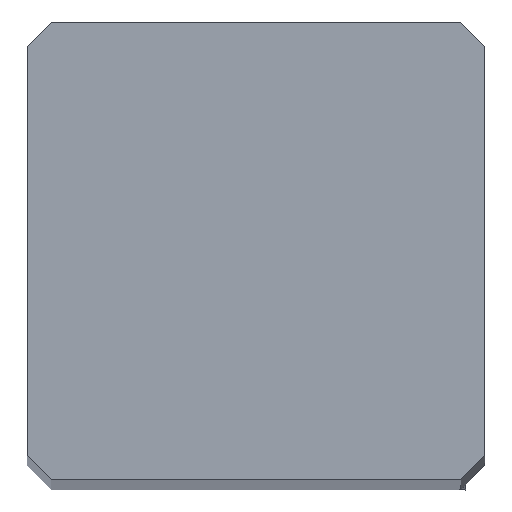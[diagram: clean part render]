
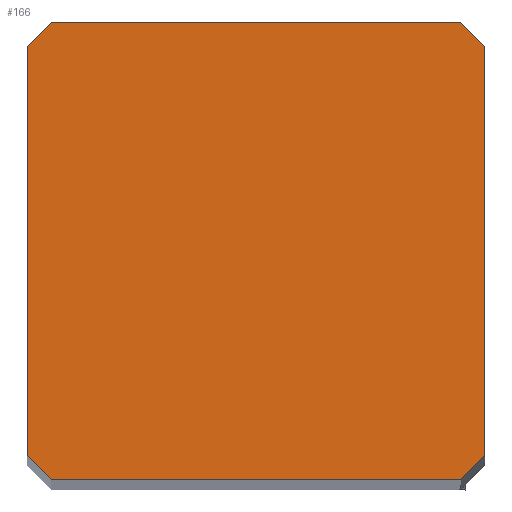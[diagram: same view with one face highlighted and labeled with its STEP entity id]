
A CAD part, top view. The second image highlights one B-rep face of the part: STEP entity #166.
In plain terms, the highlighted planar face has unit normal (0, 0, 1).
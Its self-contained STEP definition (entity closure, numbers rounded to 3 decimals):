
#105=FACE_OUTER_BOUND('',#254,.T.);
#166=ADVANCED_FACE('',(#105),#220,.T.);
#220=PLANE('',#1170);
#254=EDGE_LOOP('',(#433,#434,#435,#436,#437,#438,#439,#440));
#433=ORIENTED_EDGE('',*,*,#805,.F.);
#434=ORIENTED_EDGE('',*,*,#806,.T.);
#435=ORIENTED_EDGE('',*,*,#807,.F.);
#436=ORIENTED_EDGE('',*,*,#750,.F.);
#437=ORIENTED_EDGE('',*,*,#808,.F.);
#438=ORIENTED_EDGE('',*,*,#809,.T.);
#439=ORIENTED_EDGE('',*,*,#810,.F.);
#440=ORIENTED_EDGE('',*,*,#804,.F.);
#650=VERTEX_POINT('',#1584);
#651=VERTEX_POINT('',#1586);
#689=VERTEX_POINT('',#1689);
#690=VERTEX_POINT('',#1691);
#691=VERTEX_POINT('',#1695);
#692=VERTEX_POINT('',#1697);
#693=VERTEX_POINT('',#1700);
#694=VERTEX_POINT('',#1702);
#750=EDGE_CURVE('',#650,#651,#901,.T.);
#804=EDGE_CURVE('',#690,#689,#942,.T.);
#805=EDGE_CURVE('',#691,#690,#943,.T.);
#806=EDGE_CURVE('',#691,#692,#944,.T.);
#807=EDGE_CURVE('',#651,#692,#945,.T.);
#808=EDGE_CURVE('',#693,#650,#946,.T.);
#809=EDGE_CURVE('',#693,#694,#947,.T.);
#810=EDGE_CURVE('',#689,#694,#948,.T.);
#901=LINE('',#1585,#986);
#942=LINE('',#1692,#1027);
#943=LINE('',#1694,#1028);
#944=LINE('',#1696,#1029);
#945=LINE('',#1698,#1030);
#946=LINE('',#1699,#1031);
#947=LINE('',#1701,#1032);
#948=LINE('',#1703,#1033);
#986=VECTOR('',#1273,1.);
#1027=VECTOR('',#1366,1.);
#1028=VECTOR('',#1369,1.);
#1029=VECTOR('',#1370,1.);
#1030=VECTOR('',#1371,1.);
#1031=VECTOR('',#1372,1.);
#1032=VECTOR('',#1373,1.);
#1033=VECTOR('',#1374,1.);
#1170=AXIS2_PLACEMENT_3D('',#1704,#1375,#1376);
#1273=DIRECTION('',(-1.,0.,0.));
#1366=DIRECTION('',(1.,0.,0.));
#1369=DIRECTION('',(0.707,0.707,0.));
#1370=DIRECTION('',(0.,-1.,0.));
#1371=DIRECTION('',(-0.707,0.707,0.));
#1372=DIRECTION('',(-0.707,-0.707,0.));
#1373=DIRECTION('',(0.,1.,0.));
#1374=DIRECTION('',(0.707,-0.707,0.));
#1375=DIRECTION('',(0.,0.,1.));
#1376=DIRECTION('',(1.,0.,0.));
#1584=CARTESIAN_POINT('',(9.025,0.,0.));
#1585=CARTESIAN_POINT('',(9.025,0.,0.));
#1586=CARTESIAN_POINT('',(0.5,0.,0.));
#1689=CARTESIAN_POINT('',(9.025,9.525,0.));
#1691=CARTESIAN_POINT('',(0.5,9.525,0.));
#1692=CARTESIAN_POINT('',(0.5,9.525,0.));
#1694=CARTESIAN_POINT('',(0.,9.025,0.));
#1695=CARTESIAN_POINT('',(0.,9.025,0.));
#1696=CARTESIAN_POINT('',(0.,9.025,0.));
#1697=CARTESIAN_POINT('',(0.,0.5,0.));
#1698=CARTESIAN_POINT('',(0.5,0.,0.));
#1699=CARTESIAN_POINT('',(9.525,0.5,0.));
#1700=CARTESIAN_POINT('',(9.525,0.5,0.));
#1701=CARTESIAN_POINT('',(9.525,0.5,0.));
#1702=CARTESIAN_POINT('',(9.525,9.025,0.));
#1703=CARTESIAN_POINT('',(9.025,9.525,0.));
#1704=CARTESIAN_POINT('',(4.763,4.763,0.));
